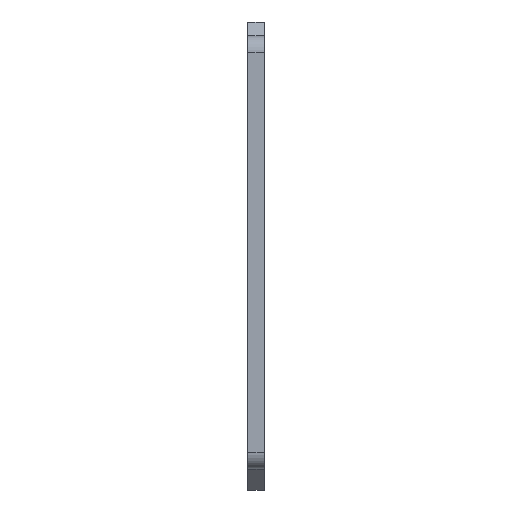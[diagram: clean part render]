
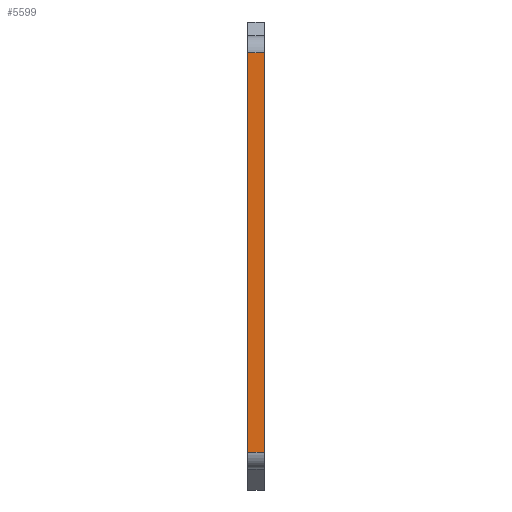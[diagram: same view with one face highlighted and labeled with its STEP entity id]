
A CAD part, left-side view. The second image highlights one B-rep face of the part: STEP entity #5599.
In plain terms, the highlighted planar face has unit normal (-1, 0, 0).
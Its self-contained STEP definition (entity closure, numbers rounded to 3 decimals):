
#357=PLANE('',#6279);
#555=FACE_OUTER_BOUND('',#1029,.T.);
#1029=EDGE_LOOP('',(#5237,#5238,#5239,#5240));
#1058=LINE('',#8043,#1412);
#1271=LINE('',#8935,#1625);
#1384=LINE('',#9596,#1738);
#1385=LINE('',#9597,#1739);
#1412=VECTOR('',#6350,1.);
#1625=VECTOR('',#7179,1.);
#1738=VECTOR('',#7946,10.);
#1739=VECTOR('',#7947,10.);
#2237=VERTEX_POINT('',#8040);
#2238=VERTEX_POINT('',#8042);
#2608=VERTEX_POINT('',#8932);
#2609=VERTEX_POINT('',#8934);
#2860=EDGE_CURVE('',#2237,#2238,#1058,.T.);
#3307=EDGE_CURVE('',#2608,#2609,#1271,.T.);
#3638=EDGE_CURVE('',#2608,#2238,#1384,.T.);
#3639=EDGE_CURVE('',#2609,#2237,#1385,.T.);
#5237=ORIENTED_EDGE('',*,*,#3307,.F.);
#5238=ORIENTED_EDGE('',*,*,#3638,.T.);
#5239=ORIENTED_EDGE('',*,*,#2860,.F.);
#5240=ORIENTED_EDGE('',*,*,#3639,.F.);
#5599=ADVANCED_FACE('',(#555),#357,.T.);
#6279=AXIS2_PLACEMENT_3D('',#9595,#7944,#7945);
#6350=DIRECTION('',(0.,0.,-1.));
#7179=DIRECTION('',(0.,0.,1.));
#7944=DIRECTION('center_axis',(-1.,0.,0.));
#7945=DIRECTION('ref_axis',(0.,0.,-1.));
#7946=DIRECTION('',(0.,-1.,0.));
#7947=DIRECTION('',(0.,-1.,0.));
#8040=CARTESIAN_POINT('',(-93.98,-1.31,82.55));
#8042=CARTESIAN_POINT('',(-93.98,-1.31,8.89));
#8043=CARTESIAN_POINT('',(-93.98,-1.31,8.89));
#8932=CARTESIAN_POINT('',(-93.98,1.69,8.89));
#8934=CARTESIAN_POINT('',(-93.98,1.69,82.55));
#8935=CARTESIAN_POINT('',(-93.98,1.69,8.89));
#9595=CARTESIAN_POINT('Origin',(-93.98,1.69,82.55));
#9596=CARTESIAN_POINT('',(-93.98,1.69,8.89));
#9597=CARTESIAN_POINT('',(-93.98,1.69,82.55));
